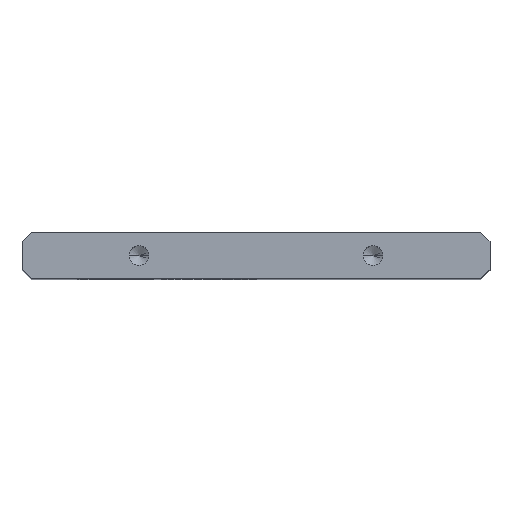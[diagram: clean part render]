
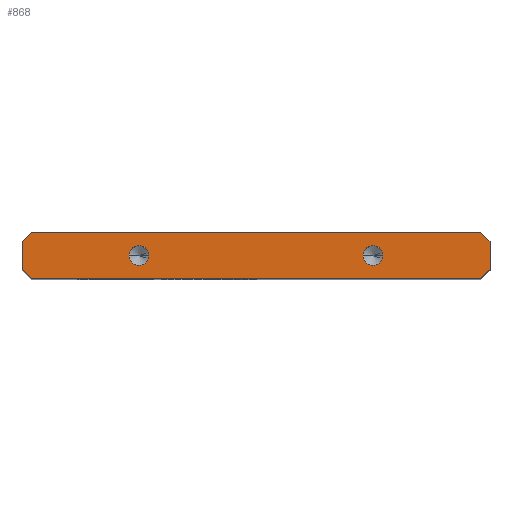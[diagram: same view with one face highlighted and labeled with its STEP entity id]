
A CAD part, top view. The second image highlights one B-rep face of the part: STEP entity #868.
In plain terms, the highlighted planar face has unit normal (0, 0, 1).
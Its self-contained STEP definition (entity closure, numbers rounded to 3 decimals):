
#32 = DIRECTION ( 'NONE',  ( 1., 0., 0. ) ) ;
#54 = VERTEX_POINT ( 'NONE', #814 ) ;
#58 = FACE_BOUND ( 'NONE', #145, .T. ) ;
#60 = VERTEX_POINT ( 'NONE', #1006 ) ;
#80 = EDGE_CURVE ( 'NONE', #346, #988, #1328, .T. ) ;
#84 = PLANE ( 'NONE',  #2003 ) ;
#87 = ORIENTED_EDGE ( 'NONE', *, *, #1459, .F. ) ;
#138 = DIRECTION ( 'NONE',  ( 1., 0., 0. ) ) ;
#141 = CIRCLE ( 'NONE', #1278, 2.1 ) ;
#145 = EDGE_LOOP ( 'NONE', ( #87, #1210 ) ) ;
#181 = CARTESIAN_POINT ( 'NONE',  ( -38., -5., 68.094 ) ) ;
#199 = ORIENTED_EDGE ( 'NONE', *, *, #1150, .T. ) ;
#213 = CARTESIAN_POINT ( 'NONE',  ( -15., 0., 68.094 ) ) ;
#242 = DIRECTION ( 'NONE',  ( -1., 0., 0. ) ) ;
#251 = CARTESIAN_POINT ( 'NONE',  ( 35., 0., 68.094 ) ) ;
#254 = LINE ( 'NONE', #559, #363 ) ;
#257 = CARTESIAN_POINT ( 'NONE',  ( 60., -3., 68.094 ) ) ;
#274 = VECTOR ( 'NONE', #1932, 1000. ) ;
#282 = CARTESIAN_POINT ( 'NONE',  ( 60., -3., 68.094 ) ) ;
#346 = VERTEX_POINT ( 'NONE', #1122 ) ;
#350 = CARTESIAN_POINT ( 'NONE',  ( -38., 5., 68.094 ) ) ;
#363 = VECTOR ( 'NONE', #1372, 1000. ) ;
#374 = VERTEX_POINT ( 'NONE', #1438 ) ;
#387 = DIRECTION ( 'NONE',  ( 0.707, -0.707, 0. ) ) ;
#469 = EDGE_CURVE ( 'NONE', #60, #1909, #1104, .T. ) ;
#490 = DIRECTION ( 'NONE',  ( -0.707, -0.707, 0. ) ) ;
#508 = EDGE_CURVE ( 'NONE', #1093, #54, #254, .T. ) ;
#541 = EDGE_CURVE ( 'NONE', #676, #1609, #1494, .T. ) ;
#559 = CARTESIAN_POINT ( 'NONE',  ( -40., 5., 68.094 ) ) ;
#565 = VERTEX_POINT ( 'NONE', #864 ) ;
#568 = ORIENTED_EDGE ( 'NONE', *, *, #1534, .T. ) ;
#600 = VERTEX_POINT ( 'NONE', #1266 ) ;
#667 = CARTESIAN_POINT ( 'NONE',  ( -40., -3., 68.094 ) ) ;
#669 = ORIENTED_EDGE ( 'NONE', *, *, #80, .F. ) ;
#672 = FACE_BOUND ( 'NONE', #1689, .T. ) ;
#676 = VERTEX_POINT ( 'NONE', #181 ) ;
#721 = CARTESIAN_POINT ( 'NONE',  ( -15., 0., 68.094 ) ) ;
#754 = DIRECTION ( 'NONE',  ( 0., -1., 0. ) ) ;
#774 = CARTESIAN_POINT ( 'NONE',  ( -38., 5., 68.094 ) ) ;
#778 = VECTOR ( 'NONE', #1846, 1000. ) ;
#812 = DIRECTION ( 'NONE',  ( 1., 0., 0. ) ) ;
#814 = CARTESIAN_POINT ( 'NONE',  ( 58., 5., 68.094 ) ) ;
#843 = CARTESIAN_POINT ( 'NONE',  ( -12.9, 0., 68.094 ) ) ;
#864 = CARTESIAN_POINT ( 'NONE',  ( 37.1, 0., 68.094 ) ) ;
#868 = ADVANCED_FACE ( 'NONE', ( #58, #672, #1772 ), #84, .F. ) ;
#886 = ORIENTED_EDGE ( 'NONE', *, *, #1672, .F. ) ;
#927 = EDGE_CURVE ( 'NONE', #565, #1381, #1834, .T. ) ;
#928 = ORIENTED_EDGE ( 'NONE', *, *, #1787, .T. ) ;
#946 = VECTOR ( 'NONE', #1817, 1000. ) ;
#988 = VERTEX_POINT ( 'NONE', #282 ) ;
#1006 = CARTESIAN_POINT ( 'NONE',  ( -17.1, 0., 68.094 ) ) ;
#1047 = LINE ( 'NONE', #257, #1445 ) ;
#1048 = AXIS2_PLACEMENT_3D ( 'NONE', #1087, #1711, #32 ) ;
#1071 = AXIS2_PLACEMENT_3D ( 'NONE', #251, #1164, #1996 ) ;
#1087 = CARTESIAN_POINT ( 'NONE',  ( 35., 0., 68.094 ) ) ;
#1093 = VERTEX_POINT ( 'NONE', #774 ) ;
#1104 = CIRCLE ( 'NONE', #1573, 2.1 ) ;
#1122 = CARTESIAN_POINT ( 'NONE',  ( 60., 3., 68.094 ) ) ;
#1150 = EDGE_CURVE ( 'NONE', #1609, #988, #1047, .T. ) ;
#1164 = DIRECTION ( 'NONE',  ( 0., 0., 1. ) ) ;
#1210 = ORIENTED_EDGE ( 'NONE', *, *, #469, .F. ) ;
#1248 = CARTESIAN_POINT ( 'NONE',  ( 32.9, 0., 68.094 ) ) ;
#1266 = CARTESIAN_POINT ( 'NONE',  ( -40., 3., 68.094 ) ) ;
#1278 = AXIS2_PLACEMENT_3D ( 'NONE', #213, #1758, #812 ) ;
#1298 = ORIENTED_EDGE ( 'NONE', *, *, #927, .F. ) ;
#1310 = ORIENTED_EDGE ( 'NONE', *, *, #1523, .T. ) ;
#1328 = LINE ( 'NONE', #1944, #946 ) ;
#1338 = DIRECTION ( 'NONE',  ( 0., 0., -1. ) ) ;
#1354 = DIRECTION ( 'NONE',  ( 0., 0., 1. ) ) ;
#1355 = CARTESIAN_POINT ( 'NONE',  ( 58., -5., 68.094 ) ) ;
#1365 = EDGE_CURVE ( 'NONE', #600, #374, #1419, .T. ) ;
#1372 = DIRECTION ( 'NONE',  ( 1., 0., 0. ) ) ;
#1381 = VERTEX_POINT ( 'NONE', #1248 ) ;
#1419 = LINE ( 'NONE', #2017, #1836 ) ;
#1438 = CARTESIAN_POINT ( 'NONE',  ( -40., -3., 68.094 ) ) ;
#1445 = VECTOR ( 'NONE', #1653, 1000. ) ;
#1448 = LINE ( 'NONE', #667, #1780 ) ;
#1459 = EDGE_CURVE ( 'NONE', #1909, #60, #141, .T. ) ;
#1494 = LINE ( 'NONE', #2000, #778 ) ;
#1511 = CARTESIAN_POINT ( 'NONE',  ( -40., 5., 68.094 ) ) ;
#1521 = ORIENTED_EDGE ( 'NONE', *, *, #541, .T. ) ;
#1523 = EDGE_CURVE ( 'NONE', #374, #676, #1448, .T. ) ;
#1534 = EDGE_CURVE ( 'NONE', #346, #54, #1616, .T. ) ;
#1573 = AXIS2_PLACEMENT_3D ( 'NONE', #721, #1354, #138 ) ;
#1601 = ORIENTED_EDGE ( 'NONE', *, *, #1365, .T. ) ;
#1609 = VERTEX_POINT ( 'NONE', #1355 ) ;
#1616 = LINE ( 'NONE', #1766, #274 ) ;
#1653 = DIRECTION ( 'NONE',  ( 0.707, 0.707, 0. ) ) ;
#1672 = EDGE_CURVE ( 'NONE', #1381, #565, #1945, .T. ) ;
#1689 = EDGE_LOOP ( 'NONE', ( #1298, #886 ) ) ;
#1711 = DIRECTION ( 'NONE',  ( 0., 0., 1. ) ) ;
#1758 = DIRECTION ( 'NONE',  ( 0., 0., 1. ) ) ;
#1766 = CARTESIAN_POINT ( 'NONE',  ( 58., 5., 68.094 ) ) ;
#1768 = ORIENTED_EDGE ( 'NONE', *, *, #508, .F. ) ;
#1772 = FACE_OUTER_BOUND ( 'NONE', #1792, .T. ) ;
#1780 = VECTOR ( 'NONE', #387, 1000. ) ;
#1784 = LINE ( 'NONE', #350, #1814 ) ;
#1787 = EDGE_CURVE ( 'NONE', #1093, #600, #1784, .T. ) ;
#1792 = EDGE_LOOP ( 'NONE', ( #1521, #199, #669, #568, #1768, #928, #1601, #1310 ) ) ;
#1814 = VECTOR ( 'NONE', #490, 1000. ) ;
#1817 = DIRECTION ( 'NONE',  ( 0., -1., 0. ) ) ;
#1834 = CIRCLE ( 'NONE', #1071, 2.1 ) ;
#1836 = VECTOR ( 'NONE', #754, 1000. ) ;
#1846 = DIRECTION ( 'NONE',  ( 1., 0., 0. ) ) ;
#1909 = VERTEX_POINT ( 'NONE', #843 ) ;
#1932 = DIRECTION ( 'NONE',  ( -0.707, 0.707, 0. ) ) ;
#1944 = CARTESIAN_POINT ( 'NONE',  ( 60., 5., 68.094 ) ) ;
#1945 = CIRCLE ( 'NONE', #1048, 2.1 ) ;
#1996 = DIRECTION ( 'NONE',  ( 1., 0., 0. ) ) ;
#2000 = CARTESIAN_POINT ( 'NONE',  ( -40., -5., 68.094 ) ) ;
#2003 = AXIS2_PLACEMENT_3D ( 'NONE', #1511, #1338, #242 ) ;
#2017 = CARTESIAN_POINT ( 'NONE',  ( -40., 5., 68.094 ) ) ;
